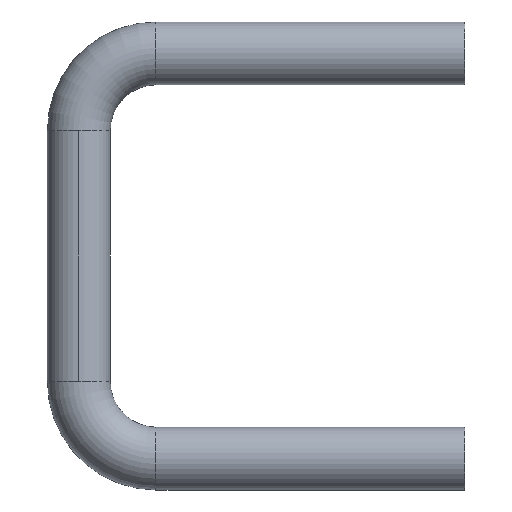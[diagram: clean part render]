
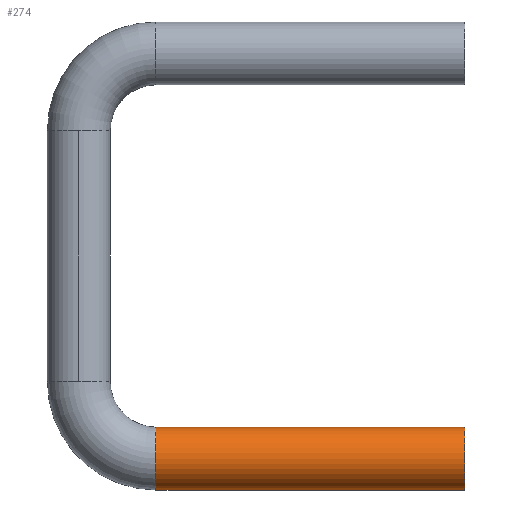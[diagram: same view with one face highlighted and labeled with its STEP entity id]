
A CAD part, left-side view. The second image highlights one B-rep face of the part: STEP entity #274.
In plain terms, the highlighted cylindrical face has radius 1.63 mm (diameter 3.26 mm), a partial arc.
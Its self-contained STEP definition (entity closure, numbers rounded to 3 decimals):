
#10 = ORIENTED_EDGE ( 'NONE', *, *, #219, .F. ) ;
#16 = CIRCLE ( 'NONE', #403, 1.63 ) ;
#22 = EDGE_CURVE ( 'NONE', #181, #193, #360, .T. ) ;
#30 = DIRECTION ( 'NONE',  ( 0., 1., 0. ) ) ;
#34 = DIRECTION ( 'NONE',  ( 0., 1., 0. ) ) ;
#72 = DIRECTION ( 'NONE',  ( 0., -1., 0. ) ) ;
#75 = LINE ( 'NONE', #298, #304 ) ;
#77 = EDGE_LOOP ( 'NONE', ( #10, #253, #142, #93 ) ) ;
#93 = ORIENTED_EDGE ( 'NONE', *, *, #22, .T. ) ;
#102 = CARTESIAN_POINT ( 'NONE',  ( 0., -4., -10.5 ) ) ;
#112 = VECTOR ( 'NONE', #72, 1000. ) ;
#113 = CYLINDRICAL_SURFACE ( 'NONE', #182, 1.63 ) ;
#120 = CARTESIAN_POINT ( 'NONE',  ( 0., -4., -10.5 ) ) ;
#137 = LINE ( 'NONE', #359, #112 ) ;
#141 = DIRECTION ( 'NONE',  ( 0., -1., 0. ) ) ;
#142 = ORIENTED_EDGE ( 'NONE', *, *, #303, .T. ) ;
#143 = DIRECTION ( 'NONE',  ( 0., -1., 0. ) ) ;
#157 = EDGE_CURVE ( 'NONE', #215, #352, #16, .T. ) ;
#177 = CARTESIAN_POINT ( 'NONE',  ( 0., -4., -8.87 ) ) ;
#181 = VERTEX_POINT ( 'NONE', #322 ) ;
#182 = AXIS2_PLACEMENT_3D ( 'NONE', #120, #141, #367 ) ;
#187 = DIRECTION ( 'NONE',  ( 1., 0., 0. ) ) ;
#193 = VERTEX_POINT ( 'NONE', #286 ) ;
#194 = DIRECTION ( 'NONE',  ( 1., 0., 0. ) ) ;
#215 = VERTEX_POINT ( 'NONE', #419 ) ;
#219 = EDGE_CURVE ( 'NONE', #352, #193, #137, .T. ) ;
#230 = AXIS2_PLACEMENT_3D ( 'NONE', #315, #30, #187 ) ;
#253 = ORIENTED_EDGE ( 'NONE', *, *, #157, .F. ) ;
#274 = ADVANCED_FACE ( 'NONE', ( #294 ), #113, .T. ) ;
#286 = CARTESIAN_POINT ( 'NONE',  ( 0., -20., -8.87 ) ) ;
#294 = FACE_OUTER_BOUND ( 'NONE', #77, .T. ) ;
#298 = CARTESIAN_POINT ( 'NONE',  ( 0., -4., -12.13 ) ) ;
#303 = EDGE_CURVE ( 'NONE', #215, #181, #75, .T. ) ;
#304 = VECTOR ( 'NONE', #143, 1000. ) ;
#315 = CARTESIAN_POINT ( 'NONE',  ( 0., -20., -10.5 ) ) ;
#322 = CARTESIAN_POINT ( 'NONE',  ( 0., -20., -12.13 ) ) ;
#352 = VERTEX_POINT ( 'NONE', #177 ) ;
#359 = CARTESIAN_POINT ( 'NONE',  ( 0., -4., -8.87 ) ) ;
#360 = CIRCLE ( 'NONE', #230, 1.63 ) ;
#367 = DIRECTION ( 'NONE',  ( 0., 0., -1. ) ) ;
#403 = AXIS2_PLACEMENT_3D ( 'NONE', #102, #34, #194 ) ;
#419 = CARTESIAN_POINT ( 'NONE',  ( 0., -4., -12.13 ) ) ;
